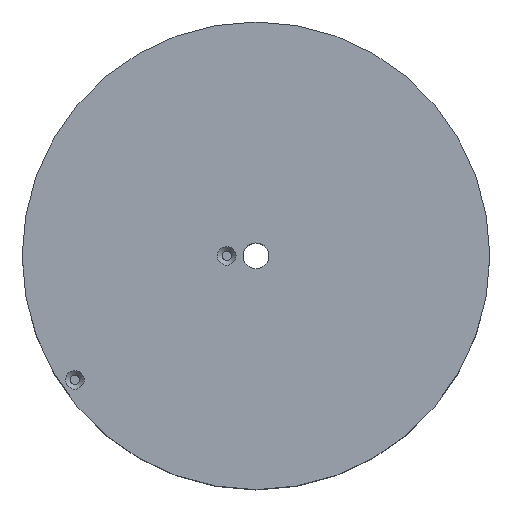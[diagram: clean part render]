
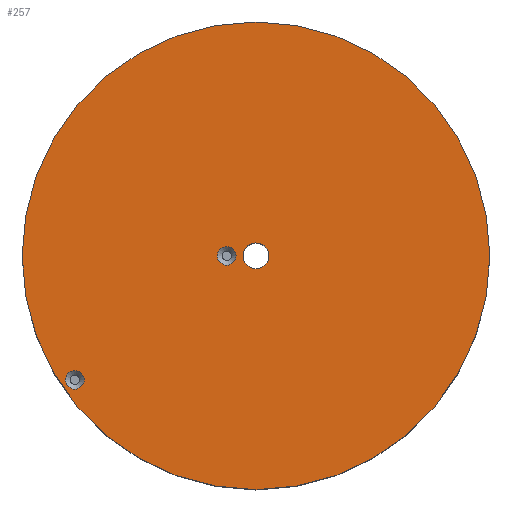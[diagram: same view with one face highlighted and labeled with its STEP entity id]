
A CAD part, top view. The second image highlights one B-rep face of the part: STEP entity #257.
In plain terms, the highlighted planar face has unit normal (0, 0, 1).
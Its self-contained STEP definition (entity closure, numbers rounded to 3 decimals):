
#17=FACE_BOUND('',#57,.T.);
#18=FACE_BOUND('',#58,.T.);
#19=FACE_BOUND('',#59,.T.);
#31=PLANE('',#303);
#40=FACE_OUTER_BOUND('',#56,.T.);
#56=EDGE_LOOP('',(#182));
#57=EDGE_LOOP('',(#183));
#58=EDGE_LOOP('',(#184));
#59=EDGE_LOOP('',(#185));
#101=CIRCLE('',#300,0.8);
#104=CIRCLE('',#304,20.);
#105=CIRCLE('',#305,0.8);
#106=CIRCLE('',#306,1.1);
#121=VERTEX_POINT('',#427);
#124=VERTEX_POINT('',#435);
#125=VERTEX_POINT('',#437);
#126=VERTEX_POINT('',#439);
#143=EDGE_CURVE('',#121,#121,#101,.T.);
#147=EDGE_CURVE('',#124,#124,#104,.T.);
#148=EDGE_CURVE('',#125,#125,#105,.T.);
#149=EDGE_CURVE('',#126,#126,#106,.T.);
#182=ORIENTED_EDGE('',*,*,#147,.T.);
#183=ORIENTED_EDGE('',*,*,#148,.F.);
#184=ORIENTED_EDGE('',*,*,#149,.T.);
#185=ORIENTED_EDGE('',*,*,#143,.F.);
#257=ADVANCED_FACE('',(#40,#17,#18,#19),#31,.T.);
#300=AXIS2_PLACEMENT_3D('',#428,#349,#350);
#303=AXIS2_PLACEMENT_3D('',#434,#356,#357);
#304=AXIS2_PLACEMENT_3D('',#436,#358,#359);
#305=AXIS2_PLACEMENT_3D('',#438,#360,#361);
#306=AXIS2_PLACEMENT_3D('',#440,#362,#363);
#349=DIRECTION('center_axis',(0.,0.,1.));
#350=DIRECTION('ref_axis',(-1.,0.,0.));
#356=DIRECTION('center_axis',(0.,0.,1.));
#357=DIRECTION('ref_axis',(1.,0.,0.));
#358=DIRECTION('center_axis',(0.,0.,1.));
#359=DIRECTION('ref_axis',(1.,0.,0.));
#360=DIRECTION('center_axis',(0.,0.,1.));
#361=DIRECTION('ref_axis',(-1.,0.,0.));
#362=DIRECTION('center_axis',(0.,0.,-1.));
#363=DIRECTION('ref_axis',(1.,0.,0.));
#427=CARTESIAN_POINT('',(-14.7,-10.607,18.));
#428=CARTESIAN_POINT('Origin',(-15.5,-10.607,18.));
#434=CARTESIAN_POINT('Origin',(0.,0.,18.));
#435=CARTESIAN_POINT('',(-20.,0.,18.));
#436=CARTESIAN_POINT('Origin',(0.,0.,18.));
#437=CARTESIAN_POINT('',(-1.7,0.,18.));
#438=CARTESIAN_POINT('Origin',(-2.5,0.,18.));
#439=CARTESIAN_POINT('',(-1.1,0.,18.));
#440=CARTESIAN_POINT('Origin',(0.,0.,18.));
